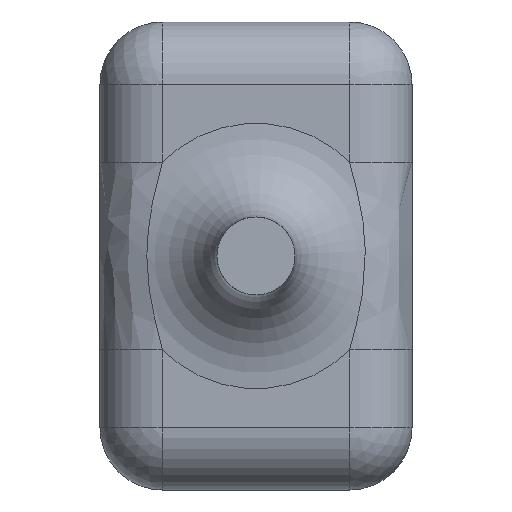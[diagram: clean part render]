
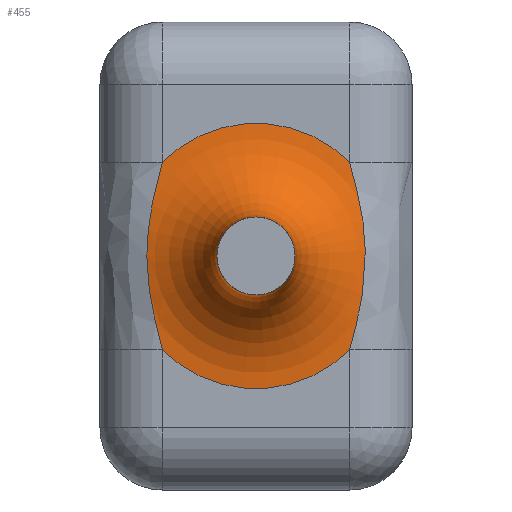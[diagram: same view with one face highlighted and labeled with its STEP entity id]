
A CAD part, front view. The second image highlights one B-rep face of the part: STEP entity #455.
In plain terms, the highlighted toroidal (fillet/blend) face has major radius 0.85 mm and minor radius 0.6 mm.
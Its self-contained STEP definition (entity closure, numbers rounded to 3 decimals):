
#25=FACE_BOUND('',#99,.T.);
#27=TOROIDAL_SURFACE('',#507,0.85,0.6);
#41=B_SPLINE_CURVE_WITH_KNOTS('',3,(#736,#737,#738,#739,#740,#741),
 .UNSPECIFIED.,.F.,.F.,(4,1,1,4),(0.,0.052,0.086,
0.121),.UNSPECIFIED.);
#43=B_SPLINE_CURVE_WITH_KNOTS('',3,(#811,#812,#813,#814,#815,#816,#817),
 .UNSPECIFIED.,.F.,.F.,(4,1,1,1,4),(0.,0.026,0.052,
0.086,0.121),.UNSPECIFIED.);
#64=FACE_OUTER_BOUND('',#98,.T.);
#98=EDGE_LOOP('',(#350,#351,#352,#353));
#99=EDGE_LOOP('',(#354));
#192=CIRCLE('',#504,0.85);
#193=CIRCLE('',#506,0.85);
#194=CIRCLE('',#508,0.25);
#200=VERTEX_POINT('',#689);
#204=VERTEX_POINT('',#727);
#211=VERTEX_POINT('',#759);
#214=VERTEX_POINT('',#801);
#220=VERTEX_POINT('',#842);
#240=EDGE_CURVE('',#200,#204,#41,.T.);
#255=EDGE_CURVE('',#211,#214,#43,.T.);
#266=EDGE_CURVE('',#200,#214,#192,.T.);
#267=EDGE_CURVE('',#211,#204,#193,.T.);
#268=EDGE_CURVE('',#220,#220,#194,.T.);
#350=ORIENTED_EDGE('',*,*,#255,.F.);
#351=ORIENTED_EDGE('',*,*,#267,.T.);
#352=ORIENTED_EDGE('',*,*,#240,.F.);
#353=ORIENTED_EDGE('',*,*,#266,.T.);
#354=ORIENTED_EDGE('',*,*,#268,.T.);
#455=ADVANCED_FACE('',(#64,#25),#27,.F.);
#504=AXIS2_PLACEMENT_3D('',#838,#605,#606);
#506=AXIS2_PLACEMENT_3D('',#840,#609,#610);
#507=AXIS2_PLACEMENT_3D('',#841,#611,#612);
#508=AXIS2_PLACEMENT_3D('',#843,#613,#614);
#605=DIRECTION('center_axis',(0.,-1.,0.));
#606=DIRECTION('ref_axis',(-1.,0.,0.));
#609=DIRECTION('center_axis',(0.,-1.,0.));
#610=DIRECTION('ref_axis',(-1.,0.,0.));
#611=DIRECTION('center_axis',(0.,1.,0.));
#612=DIRECTION('ref_axis',(0.,0.,1.));
#613=DIRECTION('center_axis',(0.,1.,0.));
#614=DIRECTION('ref_axis',(-1.,0.,0.));
#689=CARTESIAN_POINT('',(-0.4,0.,2.102));
#727=CARTESIAN_POINT('',(-0.4,0.,0.898));
#736=CARTESIAN_POINT('Ctrl Pts',(-0.4,0.,2.102));
#737=CARTESIAN_POINT('Ctrl Pts',(-0.366,0.,
1.964));
#738=CARTESIAN_POINT('Ctrl Pts',(-0.278,-0.026,
1.679));
#739=CARTESIAN_POINT('Ctrl Pts',(-0.315,-0.014,
1.188));
#740=CARTESIAN_POINT('Ctrl Pts',(-0.377,0.,
0.99));
#741=CARTESIAN_POINT('Ctrl Pts',(-0.4,0.,0.898));
#759=CARTESIAN_POINT('',(-1.6,0.,0.898));
#801=CARTESIAN_POINT('',(-1.6,0.,2.102));
#811=CARTESIAN_POINT('Ctrl Pts',(-1.6,0.,0.898));
#812=CARTESIAN_POINT('Ctrl Pts',(-1.617,0.,
0.967));
#813=CARTESIAN_POINT('Ctrl Pts',(-1.656,-0.007,
1.114));
#814=CARTESIAN_POINT('Ctrl Pts',(-1.715,-0.023,
1.427));
#815=CARTESIAN_POINT('Ctrl Pts',(-1.682,-0.014,
1.809));
#816=CARTESIAN_POINT('Ctrl Pts',(-1.623,0.,
2.01));
#817=CARTESIAN_POINT('Ctrl Pts',(-1.6,0.,2.102));
#838=CARTESIAN_POINT('Origin',(-1.,0.,1.5));
#840=CARTESIAN_POINT('Origin',(-1.,0.,1.5));
#841=CARTESIAN_POINT('Origin',(-1.,-0.6,1.5));
#842=CARTESIAN_POINT('',(-0.75,-0.6,1.5));
#843=CARTESIAN_POINT('Origin',(-1.,-0.6,1.5));
